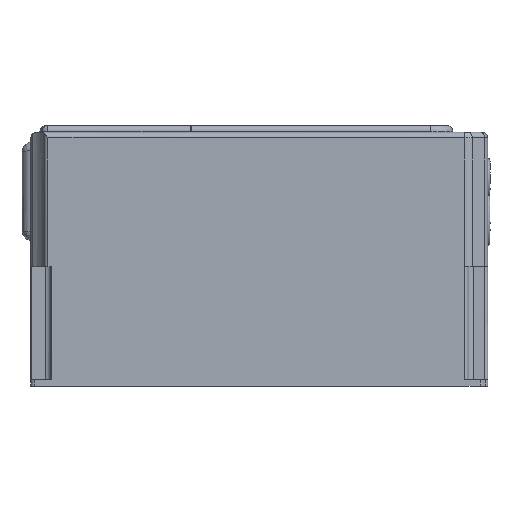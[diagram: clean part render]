
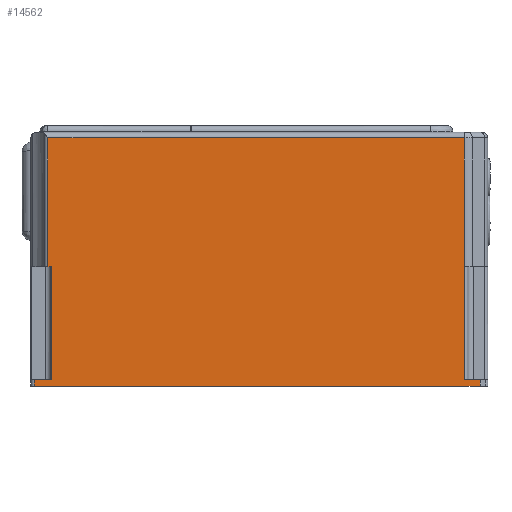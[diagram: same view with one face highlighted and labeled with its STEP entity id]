
A CAD part, left-side view. The second image highlights one B-rep face of the part: STEP entity #14562.
In plain terms, the highlighted planar face has unit normal (-1, 0, 0).
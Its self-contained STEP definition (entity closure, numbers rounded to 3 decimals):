
#816 = VECTOR ( 'NONE', #25770, 1000. ) ;
#1179 = DIRECTION ( 'NONE',  ( 0., 1., 0. ) ) ;
#1962 = LINE ( 'NONE', #2948, #8290 ) ;
#2243 = CARTESIAN_POINT ( 'NONE',  ( -120., 86.5, 229. ) ) ;
#2686 = DIRECTION ( 'NONE',  ( 0., 0., 1. ) ) ;
#2948 = CARTESIAN_POINT ( 'NONE',  ( -120., 89.584, 108. ) ) ;
#2987 = CARTESIAN_POINT ( 'NONE',  ( -120., -300., 6. ) ) ;
#3018 = CARTESIAN_POINT ( 'NONE',  ( -120., 92., 0. ) ) ;
#3057 = DIRECTION ( 'NONE',  ( 0., 1., 0. ) ) ;
#3176 = VECTOR ( 'NONE', #2686, 1000. ) ;
#3506 = CARTESIAN_POINT ( 'NONE',  ( -120., 89.584, 224. ) ) ;
#3546 = VECTOR ( 'NONE', #14851, 1000. ) ;
#3760 = VECTOR ( 'NONE', #20459, 1000. ) ;
#3858 = ORIENTED_EDGE ( 'NONE', *, *, #17963, .F. ) ;
#4732 = VECTOR ( 'NONE', #10448, 1000. ) ;
#4843 = LINE ( 'NONE', #9632, #17298 ) ;
#5269 = DIRECTION ( 'NONE',  ( 0., 0., 1. ) ) ;
#5301 = CARTESIAN_POINT ( 'NONE',  ( -120., 102., 6. ) ) ;
#5579 = LINE ( 'NONE', #11263, #24270 ) ;
#5942 = CARTESIAN_POINT ( 'NONE',  ( -120., -286., 6. ) ) ;
#6735 = CARTESIAN_POINT ( 'NONE',  ( -120., -286.006, 108. ) ) ;
#7180 = ORIENTED_EDGE ( 'NONE', *, *, #13485, .F. ) ;
#7285 = LINE ( 'NONE', #5301, #19761 ) ;
#7619 = EDGE_CURVE ( 'NONE', #21754, #12982, #5579, .T. ) ;
#7843 = CARTESIAN_POINT ( 'NONE',  ( -120., -300., 0. ) ) ;
#8290 = VECTOR ( 'NONE', #1179, 1000. ) ;
#8464 = ORIENTED_EDGE ( 'NONE', *, *, #16573, .F. ) ;
#9594 = DIRECTION ( 'NONE',  ( 0., -1., 0. ) ) ;
#9632 = CARTESIAN_POINT ( 'NONE',  ( -120., 89.584, 6. ) ) ;
#9759 = EDGE_CURVE ( 'NONE', #19578, #10981, #18963, .T. ) ;
#10163 = EDGE_CURVE ( 'NONE', #10981, #12126, #23965, .T. ) ;
#10448 = DIRECTION ( 'NONE',  ( 0., 0., -1. ) ) ;
#10678 = CARTESIAN_POINT ( 'NONE',  ( -120., -300., 229. ) ) ;
#10965 = DIRECTION ( 'NONE',  ( 0., -1., 0. ) ) ;
#10981 = VERTEX_POINT ( 'NONE', #26057 ) ;
#11263 = CARTESIAN_POINT ( 'NONE',  ( -120., 89.584, 6. ) ) ;
#11284 = ORIENTED_EDGE ( 'NONE', *, *, #14048, .F. ) ;
#11622 = ORIENTED_EDGE ( 'NONE', *, *, #14969, .F. ) ;
#11685 = VERTEX_POINT ( 'NONE', #13888 ) ;
#11686 = VECTOR ( 'NONE', #3057, 1000. ) ;
#11929 = EDGE_CURVE ( 'NONE', #12126, #12325, #4843, .T. ) ;
#12060 = DIRECTION ( 'NONE',  ( 0., 0., -1. ) ) ;
#12126 = VERTEX_POINT ( 'NONE', #5942 ) ;
#12325 = VERTEX_POINT ( 'NONE', #2987 ) ;
#12689 = FACE_OUTER_BOUND ( 'NONE', #20637, .T. ) ;
#12913 = CARTESIAN_POINT ( 'NONE',  ( -120., -286., 229. ) ) ;
#12982 = VERTEX_POINT ( 'NONE', #21108 ) ;
#13225 = ORIENTED_EDGE ( 'NONE', *, *, #7619, .F. ) ;
#13249 = VERTEX_POINT ( 'NONE', #14513 ) ;
#13255 = CARTESIAN_POINT ( 'NONE',  ( -120., -286.006, 224. ) ) ;
#13485 = EDGE_CURVE ( 'NONE', #12325, #24499, #16438, .T. ) ;
#13778 = EDGE_CURVE ( 'NONE', #26019, #21754, #7285, .T. ) ;
#13888 = CARTESIAN_POINT ( 'NONE',  ( -120., 86.5, 108. ) ) ;
#13933 = VERTEX_POINT ( 'NONE', #3506 ) ;
#13955 = EDGE_CURVE ( 'NONE', #24499, #26019, #17882, .T. ) ;
#14048 = EDGE_CURVE ( 'NONE', #12982, #11685, #21179, .T. ) ;
#14513 = CARTESIAN_POINT ( 'NONE',  ( -120., 89.584, 108. ) ) ;
#14562 = ADVANCED_FACE ( 'NONE', ( #12689 ), #17405, .F. ) ;
#14851 = DIRECTION ( 'NONE',  ( 0., 0., 1. ) ) ;
#14969 = EDGE_CURVE ( 'NONE', #11685, #13249, #1962, .T. ) ;
#15263 = CARTESIAN_POINT ( 'NONE',  ( -120., 89.584, 229. ) ) ;
#15509 = VECTOR ( 'NONE', #12060, 1000. ) ;
#15641 = AXIS2_PLACEMENT_3D ( 'NONE', #16831, #16729, #16632 ) ;
#16438 = LINE ( 'NONE', #10678, #4732 ) ;
#16573 = EDGE_CURVE ( 'NONE', #13249, #13933, #22277, .T. ) ;
#16632 = DIRECTION ( 'NONE',  ( 0., 0., -1. ) ) ;
#16729 = DIRECTION ( 'NONE',  ( 1., 0., 0. ) ) ;
#16831 = CARTESIAN_POINT ( 'NONE',  ( -120., 89.584, 229. ) ) ;
#17298 = VECTOR ( 'NONE', #9594, 1000. ) ;
#17405 = PLANE ( 'NONE',  #15641 ) ;
#17882 = LINE ( 'NONE', #3018, #11686 ) ;
#17963 = EDGE_CURVE ( 'NONE', #13933, #22037, #18825, .T. ) ;
#18046 = ORIENTED_EDGE ( 'NONE', *, *, #13955, .F. ) ;
#18156 = EDGE_CURVE ( 'NONE', #22037, #19578, #22499, .T. ) ;
#18825 = LINE ( 'NONE', #25808, #816 ) ;
#18963 = B_SPLINE_CURVE_WITH_KNOTS ( 'NONE', 3,
 ( #28911, #28750, #28693, #28658 ),
 .UNSPECIFIED., .F., .F.,
 ( 4, 4 ),
 ( 0., 1. ),
 .UNSPECIFIED. ) ;
#19578 = VERTEX_POINT ( 'NONE', #6735 ) ;
#19761 = VECTOR ( 'NONE', #5269, 1000. ) ;
#20042 = ORIENTED_EDGE ( 'NONE', *, *, #13778, .F. ) ;
#20459 = DIRECTION ( 'NONE',  ( 0., 0., -1. ) ) ;
#20637 = EDGE_LOOP ( 'NONE', ( #3858, #8464, #11622, #11284, #13225, #20042, #18046, #7180, #28646, #25583, #22393, #25696 ) ) ;
#20961 = CARTESIAN_POINT ( 'NONE',  ( -120., -286.006, 229. ) ) ;
#21108 = CARTESIAN_POINT ( 'NONE',  ( -120., 86.5, 6. ) ) ;
#21179 = LINE ( 'NONE', #2243, #3176 ) ;
#21754 = VERTEX_POINT ( 'NONE', #25512 ) ;
#22037 = VERTEX_POINT ( 'NONE', #13255 ) ;
#22277 = LINE ( 'NONE', #15263, #3546 ) ;
#22393 = ORIENTED_EDGE ( 'NONE', *, *, #9759, .F. ) ;
#22499 = LINE ( 'NONE', #20961, #3760 ) ;
#23965 = LINE ( 'NONE', #12913, #15509 ) ;
#24270 = VECTOR ( 'NONE', #10965, 1000. ) ;
#24499 = VERTEX_POINT ( 'NONE', #7843 ) ;
#25512 = CARTESIAN_POINT ( 'NONE',  ( -120., 102., 6. ) ) ;
#25583 = ORIENTED_EDGE ( 'NONE', *, *, #10163, .F. ) ;
#25696 = ORIENTED_EDGE ( 'NONE', *, *, #18156, .F. ) ;
#25770 = DIRECTION ( 'NONE',  ( 0., -1., 0. ) ) ;
#25808 = CARTESIAN_POINT ( 'NONE',  ( -120., 89.584, 224. ) ) ;
#26019 = VERTEX_POINT ( 'NONE', #26554 ) ;
#26057 = CARTESIAN_POINT ( 'NONE',  ( -120., -286., 108. ) ) ;
#26554 = CARTESIAN_POINT ( 'NONE',  ( -120., 102., 0. ) ) ;
#28646 = ORIENTED_EDGE ( 'NONE', *, *, #11929, .F. ) ;
#28658 = CARTESIAN_POINT ( 'NONE',  ( -120., -286., 108. ) ) ;
#28693 = CARTESIAN_POINT ( 'NONE',  ( -120., -286.002, 108. ) ) ;
#28750 = CARTESIAN_POINT ( 'NONE',  ( -120., -286.004, 108. ) ) ;
#28911 = CARTESIAN_POINT ( 'NONE',  ( -120., -286.006, 108. ) ) ;
